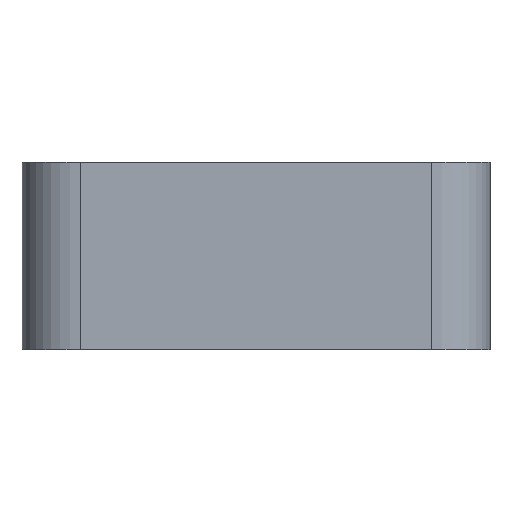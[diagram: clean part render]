
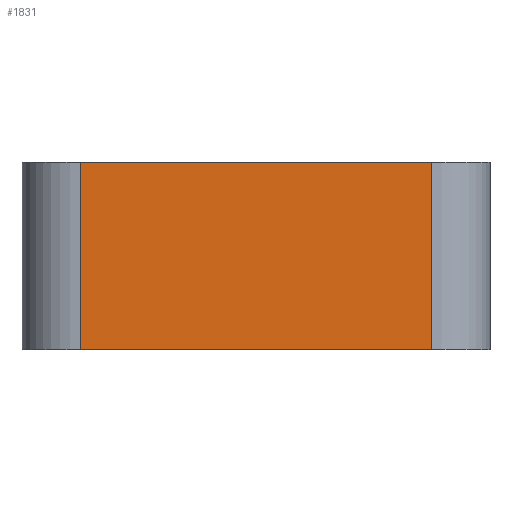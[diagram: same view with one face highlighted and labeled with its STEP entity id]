
A CAD part, front view. The second image highlights one B-rep face of the part: STEP entity #1831.
In plain terms, the highlighted planar face has unit normal (0, -1, 0).
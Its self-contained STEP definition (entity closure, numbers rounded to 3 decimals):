
#345=PLANE('',#1977);
#417=FACE_OUTER_BOUND('',#525,.T.);
#525=EDGE_LOOP('',(#1678,#1679,#1680,#1681));
#568=LINE('',#2770,#718);
#678=LINE('',#3076,#828);
#679=LINE('',#3078,#829);
#680=LINE('',#3079,#830);
#718=VECTOR('',#2152,10.);
#828=VECTOR('',#2462,10.);
#829=VECTOR('',#2463,10.);
#830=VECTOR('',#2464,10.);
#1020=VERTEX_POINT('',#2766);
#1022=VERTEX_POINT('',#2769);
#1118=VERTEX_POINT('',#3075);
#1119=VERTEX_POINT('',#3077);
#1163=EDGE_CURVE('',#1022,#1020,#568,.T.);
#1314=EDGE_CURVE('',#1020,#1118,#678,.T.);
#1315=EDGE_CURVE('',#1119,#1118,#679,.T.);
#1316=EDGE_CURVE('',#1022,#1119,#680,.T.);
#1678=ORIENTED_EDGE('',*,*,#1163,.T.);
#1679=ORIENTED_EDGE('',*,*,#1314,.T.);
#1680=ORIENTED_EDGE('',*,*,#1315,.F.);
#1681=ORIENTED_EDGE('',*,*,#1316,.F.);
#1831=ADVANCED_FACE('',(#417),#345,.T.);
#1977=AXIS2_PLACEMENT_3D('',#3074,#2460,#2461);
#2152=DIRECTION('',(1.,0.,0.));
#2460=DIRECTION('center_axis',(0.,-1.,0.));
#2461=DIRECTION('ref_axis',(1.,0.,0.));
#2462=DIRECTION('',(0.,0.,1.));
#2463=DIRECTION('',(1.,0.,0.));
#2464=DIRECTION('',(0.,0.,1.));
#2766=CARTESIAN_POINT('',(-89.557,20.726,0.));
#2769=CARTESIAN_POINT('',(-119.557,20.726,0.));
#2770=CARTESIAN_POINT('',(-119.557,20.726,0.));
#3074=CARTESIAN_POINT('Origin',(-119.557,20.726,0.));
#3075=CARTESIAN_POINT('',(-89.557,20.726,16.));
#3076=CARTESIAN_POINT('',(-89.557,20.726,0.));
#3077=CARTESIAN_POINT('',(-119.557,20.726,16.));
#3078=CARTESIAN_POINT('',(-119.557,20.726,16.));
#3079=CARTESIAN_POINT('',(-119.557,20.726,0.));
